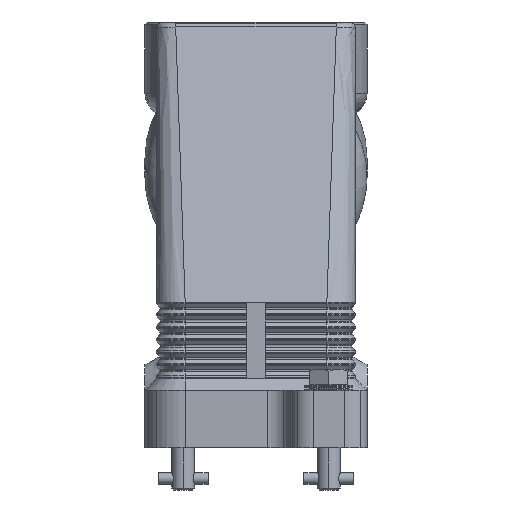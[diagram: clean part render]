
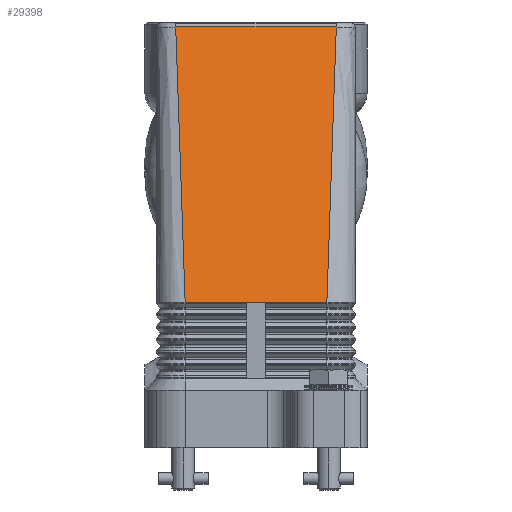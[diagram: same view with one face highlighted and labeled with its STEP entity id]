
A CAD part, left-side view. The second image highlights one B-rep face of the part: STEP entity #29398.
In plain terms, the highlighted planar face has unit normal (-0.965, 0, 0.264).
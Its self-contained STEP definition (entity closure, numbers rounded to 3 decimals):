
#5767=CARTESIAN_POINT('',(-55.052,20.962,109.896));
#5768=VERTEX_POINT('',#5767);
#5776=CARTESIAN_POINT('',(-55.052,-20.962,109.896));
#5777=VERTEX_POINT('',#5776);
#5778=CARTESIAN_POINT('',(-55.052,20.962,109.896));
#5779=DIRECTION('',(0.0,-1.0,0.0));
#5780=VECTOR('',#5779,41.924);
#5781=LINE('',#5778,#5780);
#5782=EDGE_CURVE('',#5768,#5777,#5781,.T.);
#19252=CARTESIAN_POINT('',(-74.75,-2.5,38.0));
#19253=VERTEX_POINT('',#19252);
#19271=CARTESIAN_POINT('',(-74.75,-18.5,38.0));
#19272=VERTEX_POINT('',#19271);
#19280=CARTESIAN_POINT('',(-74.75,-18.5,38.0));
#19281=DIRECTION('',(0.0,1.0,0.0));
#19282=VECTOR('',#19281,16.);
#19283=LINE('',#19280,#19282);
#19284=EDGE_CURVE('',#19272,#19253,#19283,.T.);
#20980=CARTESIAN_POINT('',(-74.75,2.5,38.0));
#20981=VERTEX_POINT('',#20980);
#20982=CARTESIAN_POINT('',(-74.75,-2.5,38.0));
#20983=DIRECTION('',(0.0,1.0,0.0));
#20984=VECTOR('',#20983,5.0);
#20985=LINE('',#20982,#20984);
#20986=EDGE_CURVE('',#19253,#20981,#20985,.T.);
#23346=CARTESIAN_POINT('',(-74.75,18.5,38.0));
#23347=VERTEX_POINT('',#23346);
#23348=CARTESIAN_POINT('',(-74.75,2.5,38.0));
#23349=DIRECTION('',(0.0,1.0,0.0));
#23350=VECTOR('',#23349,16.);
#23351=LINE('',#23348,#23350);
#23352=EDGE_CURVE('',#20981,#23347,#23351,.T.);
#25429=CARTESIAN_POINT('',(-56.072,-20.835,106.175));
#25430=VERTEX_POINT('',#25429);
#25431=CARTESIAN_POINT('',(-55.052,-20.962,109.896));
#25432=CARTESIAN_POINT('',(-55.392,-20.92,108.656));
#25433=CARTESIAN_POINT('',(-55.732,-20.877,107.416));
#25434=CARTESIAN_POINT('',(-56.072,-20.835,106.175));
#25435=B_SPLINE_CURVE_WITH_KNOTS('',3,(#25431,#25432,#25433,#25434),.UNSPECIFIED.,.F.,.U.,(4,4),(0.015,0.066),.UNSPECIFIED.);
#25436=EDGE_CURVE('',#5777,#25430,#25435,.T.);
#25438=CARTESIAN_POINT('',(-56.072,-20.835,106.175));
#25439=CARTESIAN_POINT('',(-62.298,-20.057,83.45));
#25440=CARTESIAN_POINT('',(-68.524,-19.278,60.725));
#25441=CARTESIAN_POINT('',(-74.75,-18.5,38.));
#25442=B_SPLINE_CURVE_WITH_KNOTS('',3,(#25438,#25439,#25440,#25441),.UNSPECIFIED.,.F.,.U.,(4,4),(0.066,1.0),.UNSPECIFIED.);
#25443=EDGE_CURVE('',#25430,#19272,#25442,.T.);
#27018=CARTESIAN_POINT('',(-56.072,20.835,106.175));
#27019=VERTEX_POINT('',#27018);
#27020=CARTESIAN_POINT('',(-55.052,20.962,109.896));
#27021=CARTESIAN_POINT('',(-55.392,20.92,108.656));
#27022=CARTESIAN_POINT('',(-55.732,20.877,107.416));
#27023=CARTESIAN_POINT('',(-56.072,20.835,106.175));
#27024=B_SPLINE_CURVE_WITH_KNOTS('',3,(#27020,#27021,#27022,#27023),.UNSPECIFIED.,.F.,.U.,(4,4),(0.015,0.066),.UNSPECIFIED.);
#27025=EDGE_CURVE('',#5768,#27019,#27024,.T.);
#27051=CARTESIAN_POINT('',(-56.072,20.835,106.175));
#27052=CARTESIAN_POINT('',(-62.298,20.057,83.45));
#27053=CARTESIAN_POINT('',(-68.524,19.278,60.725));
#27054=CARTESIAN_POINT('',(-74.75,18.5,38.));
#27055=B_SPLINE_CURVE_WITH_KNOTS('',3,(#27051,#27052,#27053,#27054),.UNSPECIFIED.,.F.,.U.,(4,4),(0.066,1.0),.UNSPECIFIED.);
#27056=EDGE_CURVE('',#27019,#23347,#27055,.T.);
#29383=CARTESIAN_POINT('',(-54.75,21.,111.));
#29384=DIRECTION('',(0.964,0.0,-0.264));
#29385=DIRECTION('',(-0.264,0.0,-0.964));
#29386=AXIS2_PLACEMENT_3D('',#29383,#29384,#29385);
#29387=PLANE('',#29386);
#29388=ORIENTED_EDGE('',*,*,#5782,.F.);
#29389=ORIENTED_EDGE('',*,*,#27025,.T.);
#29390=ORIENTED_EDGE('',*,*,#27056,.T.);
#29391=ORIENTED_EDGE('',*,*,#23352,.F.);
#29392=ORIENTED_EDGE('',*,*,#20986,.F.);
#29393=ORIENTED_EDGE('',*,*,#19284,.F.);
#29394=ORIENTED_EDGE('',*,*,#25443,.F.);
#29395=ORIENTED_EDGE('',*,*,#25436,.F.);
#29396=EDGE_LOOP('',(#29388,#29389,#29390,#29391,#29392,#29393,#29394,#29395));
#29397=FACE_OUTER_BOUND('',#29396,.T.);
#29398=ADVANCED_FACE('',(#29397),#29387,.F.);
